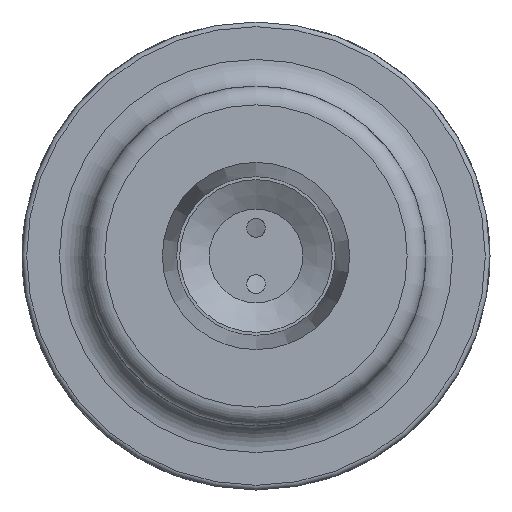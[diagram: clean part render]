
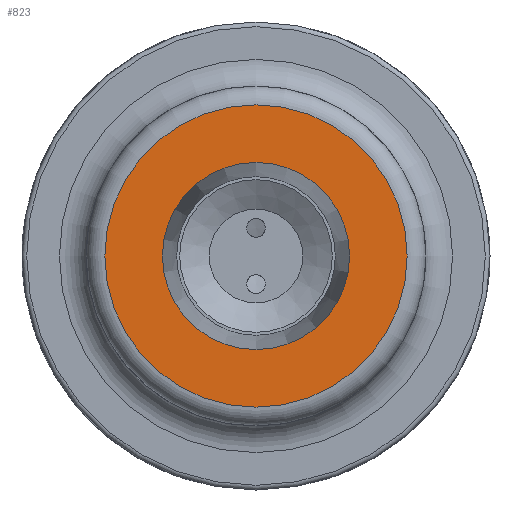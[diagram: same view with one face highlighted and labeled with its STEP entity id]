
A CAD part, left-side view. The second image highlights one B-rep face of the part: STEP entity #823.
In plain terms, the highlighted planar face has unit normal (-1, 0, 0).
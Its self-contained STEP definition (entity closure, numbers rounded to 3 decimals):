
#789=CARTESIAN_POINT('',(-60.,0.0,16.15));
#790=VERTEX_POINT('',#789);
#791=CARTESIAN_POINT('',(-60.,0.0,0.0));
#792=DIRECTION('',(-1.0,0.0,0.0));
#793=DIRECTION('',(0.0,0.0,1.0));
#794=AXIS2_PLACEMENT_3D('',#791,#792,#793);
#795=CIRCLE('',#794,16.15);
#796=EDGE_CURVE('',#790,#790,#795,.T.);
#804=CARTESIAN_POINT('',(-60.,0.0,13.075));
#805=DIRECTION('',(-1.0,0.0,0.0));
#806=DIRECTION('',(0.0,0.0,1.0));
#807=AXIS2_PLACEMENT_3D('',#804,#805,#806);
#808=PLANE('',#807);
#809=ORIENTED_EDGE('',*,*,#796,.T.);
#810=EDGE_LOOP('',(#809));
#811=FACE_OUTER_BOUND('',#810,.T.);
#812=CARTESIAN_POINT('',(-60.,0.0,10.));
#813=VERTEX_POINT('',#812);
#814=CARTESIAN_POINT('',(-60.,0.0,0.0));
#815=DIRECTION('',(-1.0,0.0,0.0));
#816=DIRECTION('',(0.0,0.0,1.0));
#817=AXIS2_PLACEMENT_3D('',#814,#815,#816);
#818=CIRCLE('',#817,10.);
#819=EDGE_CURVE('',#813,#813,#818,.T.);
#820=ORIENTED_EDGE('',*,*,#819,.F.);
#821=EDGE_LOOP('',(#820));
#822=FACE_BOUND('',#821,.T.);
#823=ADVANCED_FACE('',(#811,#822),#808,.T.);
